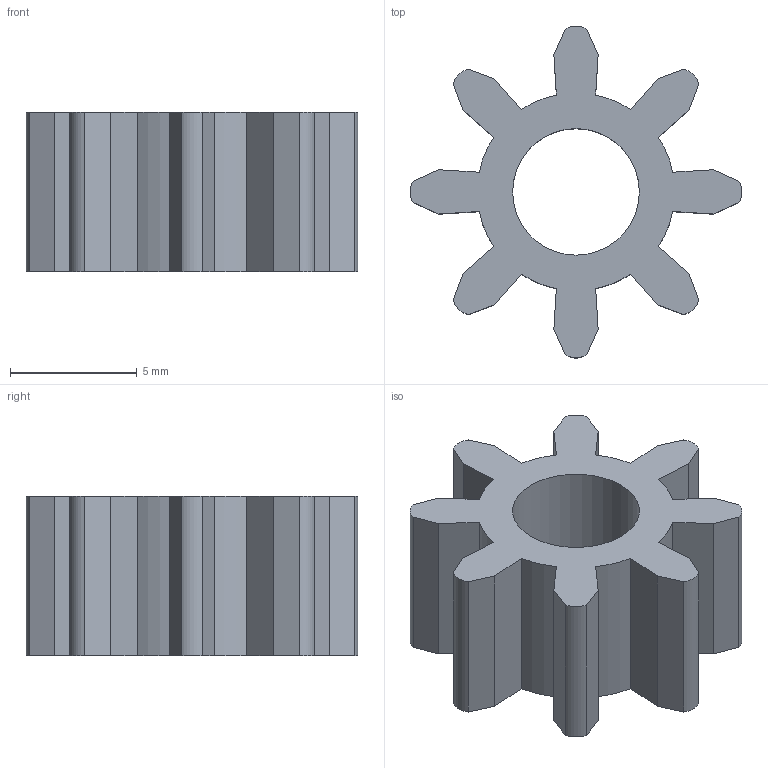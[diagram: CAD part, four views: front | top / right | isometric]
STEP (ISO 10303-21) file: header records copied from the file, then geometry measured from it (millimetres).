
FILE_DESCRIPTION(('STEP AP203'), '1');
FILE_NAME('Little_Star', '', ('UNSPECIFIED'), ('UNSPECIFIED'), 'C3D Converter', 'C3D Toolkit', '');
FILE_SCHEMA(('CONFIG_CONTROL_DESIGN'));
Length unit declared in the file: millimetre
Products named in the file (1): Little_Star
Bounding box: 13.09 x 13.09 x 6.3 mm (x, y, z)
Volume: 375.7 mm3; surface area: 611.7 mm2
Topology: 1 solids, 1 shells, 51 faces, 147 edges, 98 vertices
Faces by surface type: plane 34, cylinder 17
Full cylindrical faces by diameter (mm): 5 x1
Entity records: 2117 total; most frequent: CARTESIAN_POINT 296, ORIENTED_EDGE 292, DIRECTION 284, EDGE_CURVE 146, LINE 112, VECTOR 112, VERTEX_POINT 98, AXIS2_PLACEMENT_3D 86
